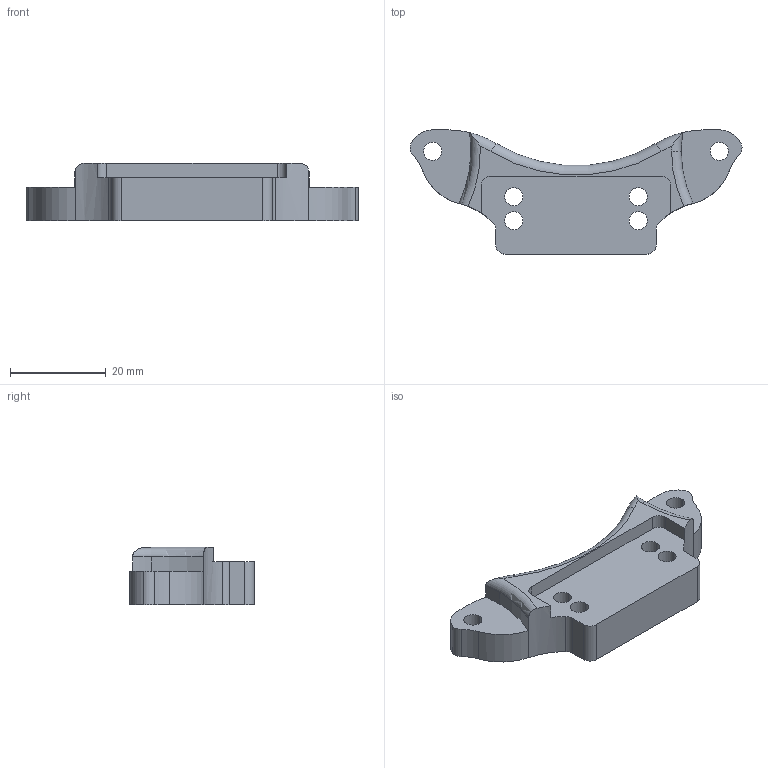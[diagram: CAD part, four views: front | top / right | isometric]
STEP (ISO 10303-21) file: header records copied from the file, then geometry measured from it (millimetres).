
FILE_DESCRIPTION (( 'STEP AP214' ), '1' );
FILE_NAME ('support sauve servo v.alu.STEP', '2018-08-19T10:22:43', ( 'NagTox' ), ( '' ), 'SwSTEP 2.0', 'SolidWorks 2014', '' );
FILE_SCHEMA (( 'AUTOMOTIVE_DESIGN' ));
Length unit declared in the file: millimetre
Products named in the file (1): support sauve servo v.alu
Bounding box: 69.46 x 26 x 12 mm (x, y, z)
Volume: 9860.7 mm3; surface area: 4567.5 mm2
Topology: 1 solids, 1 shells, 53 faces, 149 edges, 98 vertices
Faces by surface type: cylinder 34, plane 13, torus 6
Entity records: 1855 total; most frequent: CARTESIAN_POINT 357, DIRECTION 333, ORIENTED_EDGE 298, EDGE_CURVE 149, AXIS2_PLACEMENT_3D 136, VERTEX_POINT 98, CIRCLE 82, EDGE_LOOP 65
